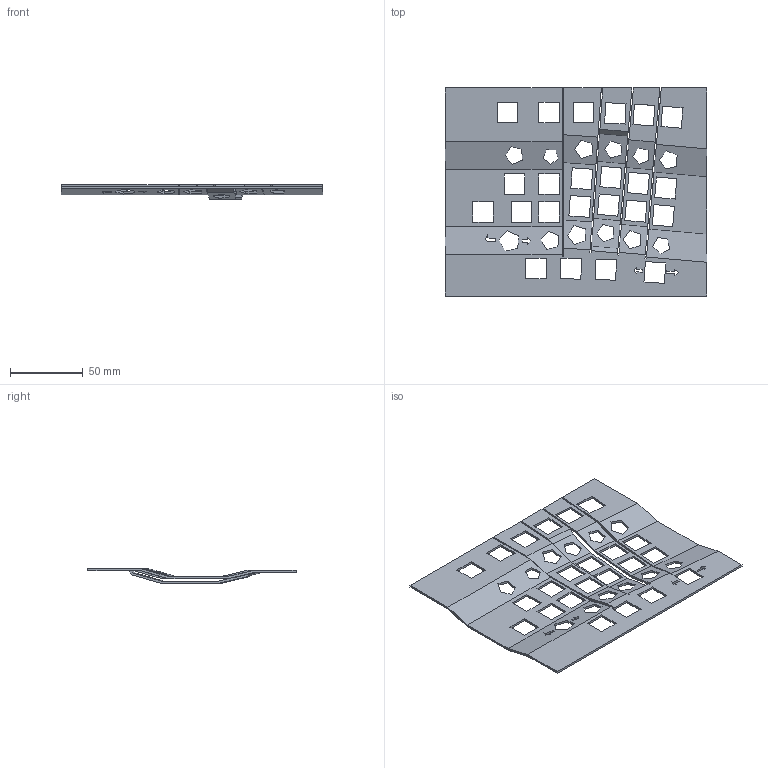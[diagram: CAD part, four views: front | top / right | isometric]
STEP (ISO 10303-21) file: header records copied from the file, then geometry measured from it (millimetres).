
FILE_DESCRIPTION(('FreeCAD Model'),'2;1');
FILE_NAME('Open CASCADE Shape Model','2023-06-27T08:37:08',(''),(''), 'Open CASCADE STEP processor 7.6','FreeCAD','Unknown');
FILE_SCHEMA(('AUTOMOTIVE_DESIGN { 1 0 10303 214 1 1 1 1 }'));
Length unit declared in the file: millimetre
Products named in the file (1): Plate
Bounding box: 179.22 x 142.65 x 9.94 mm (x, y, z)
Volume: 29358.1 mm3; surface area: 44284.4 mm2
Topology: 1 solids, 1 shells, 247 faces, 735 edges, 490 vertices
Faces by surface type: plane 247
Entity records: 17818 total; most frequent: CARTESIAN_POINT 2967, DIRECTION 2677, LINE 2181, VECTOR 2181, ORIENTED_EDGE 1470, PCURVE 1470, DEFINITIONAL_REPRESENTATION 1470, EDGE_CURVE 735
